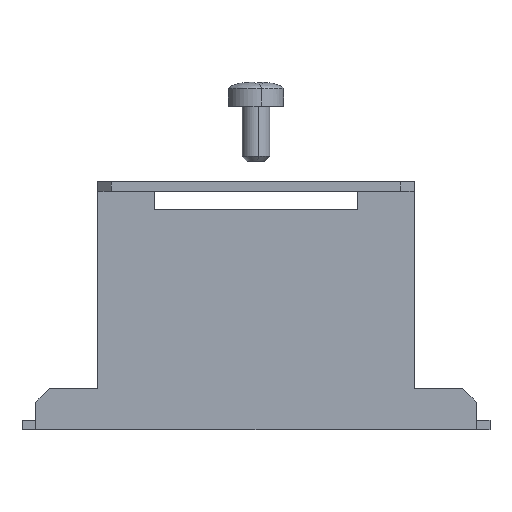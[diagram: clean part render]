
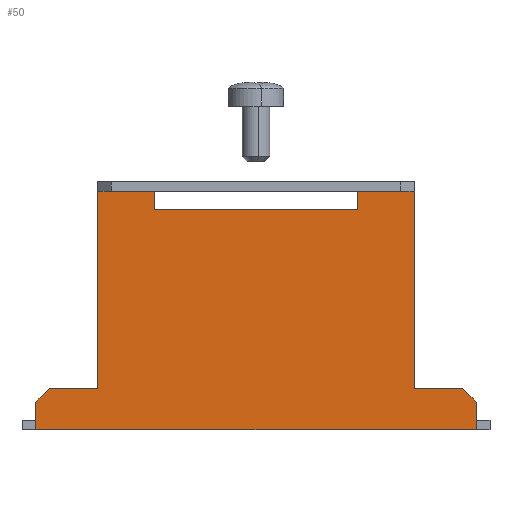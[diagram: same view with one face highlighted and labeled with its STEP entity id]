
A CAD part, top view. The second image highlights one B-rep face of the part: STEP entity #50.
In plain terms, the highlighted planar face has unit normal (0, 0, 1).
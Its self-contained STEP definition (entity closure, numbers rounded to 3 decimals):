
#50=ADVANCED_FACE('',(#145),#1554,.T.);
#145=FACE_OUTER_BOUND('',#241,.T.);
#241=EDGE_LOOP('',(#457,#458,#459,#460,#461,#462,#463,#464,#465,#466,#467,
#468,#469,#470));
#457=ORIENTED_EDGE('',*,*,#896,.T.);
#458=ORIENTED_EDGE('',*,*,#928,.T.);
#459=ORIENTED_EDGE('',*,*,#927,.T.);
#460=ORIENTED_EDGE('',*,*,#926,.T.);
#461=ORIENTED_EDGE('',*,*,#925,.T.);
#462=ORIENTED_EDGE('',*,*,#1081,.T.);
#463=ORIENTED_EDGE('',*,*,#904,.T.);
#464=ORIENTED_EDGE('',*,*,#924,.T.);
#465=ORIENTED_EDGE('',*,*,#905,.F.);
#466=ORIENTED_EDGE('',*,*,#1084,.T.);
#467=ORIENTED_EDGE('',*,*,#923,.T.);
#468=ORIENTED_EDGE('',*,*,#922,.T.);
#469=ORIENTED_EDGE('',*,*,#921,.T.);
#470=ORIENTED_EDGE('',*,*,#920,.T.);
#896=EDGE_CURVE('',#1400,#1399,#1164,.T.);
#904=EDGE_CURVE('',#1408,#1407,#1172,.T.);
#905=EDGE_CURVE('',#1409,#1414,#1173,.T.);
#920=EDGE_CURVE('',#1423,#1400,#1188,.T.);
#921=EDGE_CURVE('',#1424,#1423,#1189,.T.);
#922=EDGE_CURVE('',#1425,#1424,#1190,.T.);
#923=EDGE_CURVE('',#1426,#1425,#1191,.T.);
#924=EDGE_CURVE('',#1407,#1414,#1192,.T.);
#925=EDGE_CURVE('',#1428,#1427,#1193,.T.);
#926=EDGE_CURVE('',#1429,#1428,#1194,.T.);
#927=EDGE_CURVE('',#1430,#1429,#1195,.T.);
#928=EDGE_CURVE('',#1399,#1430,#1196,.T.);
#1081=EDGE_CURVE('',#1427,#1408,#1345,.T.);
#1084=EDGE_CURVE('',#1409,#1426,#1348,.T.);
#1164=B_SPLINE_CURVE_WITH_KNOTS('',1,(#2687,#2688),.UNSPECIFIED.,.F.,.F.,
(2,2),(32.687,62.187),.UNSPECIFIED.);
#1172=B_SPLINE_CURVE_WITH_KNOTS('',1,(#2704,#2705,#2706),.UNSPECIFIED.,
 .F.,.F.,(2,1,2),(0.,1.194,1.836),.UNSPECIFIED.);
#1173=B_SPLINE_CURVE_WITH_KNOTS('',1,(#2707,#2708,#2709),.UNSPECIFIED.,
 .F.,.F.,(2,1,2),(-11.548,-10.354,-9.711),
 .UNSPECIFIED.);
#1188=B_SPLINE_CURVE_WITH_KNOTS('',1,(#2743,#2744),.UNSPECIFIED.,.F.,.F.,
(2,2),(426.209,427.403),.UNSPECIFIED.);
#1189=B_SPLINE_CURVE_WITH_KNOTS('',1,(#2745,#2746),.UNSPECIFIED.,.F.,.F.,
(2,2),(417.959,426.209),.UNSPECIFIED.);
#1190=B_SPLINE_CURVE_WITH_KNOTS('',1,(#2747,#2748),.UNSPECIFIED.,.F.,.F.,
(2,2),(391.58,417.959),.UNSPECIFIED.);
#1191=B_SPLINE_CURVE_WITH_KNOTS('',1,(#2749,#2750),.UNSPECIFIED.,.F.,.F.,
(2,2),(384.58,391.58),.UNSPECIFIED.);
#1192=B_SPLINE_CURVE_WITH_KNOTS('',1,(#2751,#2752),.UNSPECIFIED.,.F.,.F.,
(2,2),(315.915,379.915),.UNSPECIFIED.);
#1193=B_SPLINE_CURVE_WITH_KNOTS('',1,(#2753,#2754),.UNSPECIFIED.,.F.,.F.,
(2,2),(304.25,311.25),.UNSPECIFIED.);
#1194=B_SPLINE_CURVE_WITH_KNOTS('',1,(#2755,#2756),.UNSPECIFIED.,.F.,.F.,
(2,2),(277.871,304.25),.UNSPECIFIED.);
#1195=B_SPLINE_CURVE_WITH_KNOTS('',1,(#2757,#2758),.UNSPECIFIED.,.F.,.F.,
(2,2),(269.621,277.871),.UNSPECIFIED.);
#1196=B_SPLINE_CURVE_WITH_KNOTS('',1,(#2759,#2760),.UNSPECIFIED.,.F.,.F.,
(2,2),(268.427,269.621),.UNSPECIFIED.);
#1345=B_SPLINE_CURVE_WITH_KNOTS('',1,(#3077,#3078),.UNSPECIFIED.,.F.,.F.,
(2,2),(0.,2.828),.UNSPECIFIED.);
#1348=B_SPLINE_CURVE_WITH_KNOTS('',1,(#3083,#3084),.UNSPECIFIED.,.F.,.F.,
(2,2),(0.,2.828),.UNSPECIFIED.);
#1399=VERTEX_POINT('',#2549);
#1400=VERTEX_POINT('',#2550);
#1407=VERTEX_POINT('',#2557);
#1408=VERTEX_POINT('',#2558);
#1409=VERTEX_POINT('',#2559);
#1414=VERTEX_POINT('',#2564);
#1423=VERTEX_POINT('',#2573);
#1424=VERTEX_POINT('',#2574);
#1425=VERTEX_POINT('',#2575);
#1426=VERTEX_POINT('',#2576);
#1427=VERTEX_POINT('',#2577);
#1428=VERTEX_POINT('',#2578);
#1429=VERTEX_POINT('',#2579);
#1430=VERTEX_POINT('',#2580);
#1554=PLANE('',#1737);
#1737=AXIS2_PLACEMENT_3D('',#2451,#1821,$);
#1821=DIRECTION('',(0.,0.,1.));
#2451=CARTESIAN_POINT('',(-32.64,-36.346,-11.6));
#2549=CARTESIAN_POINT('',(-14.75,-4.,-11.6));
#2550=CARTESIAN_POINT('',(14.75,-4.,-11.6));
#2557=CARTESIAN_POINT('',(-32.,-36.,-11.6));
#2558=CARTESIAN_POINT('',(-32.,-32.,-11.6));
#2559=CARTESIAN_POINT('',(32.,-32.,-11.6));
#2564=CARTESIAN_POINT('',(32.,-36.,-11.6));
#2573=CARTESIAN_POINT('',(14.75,-1.4,-11.6));
#2574=CARTESIAN_POINT('',(23.,-1.4,-11.6));
#2575=CARTESIAN_POINT('',(23.,-30.,-11.6));
#2576=CARTESIAN_POINT('',(30.,-30.,-11.6));
#2577=CARTESIAN_POINT('',(-30.,-30.,-11.6));
#2578=CARTESIAN_POINT('',(-23.,-30.,-11.6));
#2579=CARTESIAN_POINT('',(-23.,-1.4,-11.6));
#2580=CARTESIAN_POINT('',(-14.75,-1.4,-11.6));
#2687=CARTESIAN_POINT('',(14.75,-4.,-11.6));
#2688=CARTESIAN_POINT('',(-14.75,-4.,-11.6));
#2704=CARTESIAN_POINT('',(-32.,-32.,-11.6));
#2705=CARTESIAN_POINT('',(-32.,-34.6,-11.6));
#2706=CARTESIAN_POINT('',(-32.,-36.,-11.6));
#2707=CARTESIAN_POINT('',(32.,-32.,-11.6));
#2708=CARTESIAN_POINT('',(32.,-34.6,-11.6));
#2709=CARTESIAN_POINT('',(32.,-36.,-11.6));
#2743=CARTESIAN_POINT('',(14.75,-1.4,-11.6));
#2744=CARTESIAN_POINT('',(14.75,-4.,-11.6));
#2745=CARTESIAN_POINT('',(23.,-1.4,-11.6));
#2746=CARTESIAN_POINT('',(14.75,-1.4,-11.6));
#2747=CARTESIAN_POINT('',(23.,-30.,-11.6));
#2748=CARTESIAN_POINT('',(23.,-1.4,-11.6));
#2749=CARTESIAN_POINT('',(30.,-30.,-11.6));
#2750=CARTESIAN_POINT('',(23.,-30.,-11.6));
#2751=CARTESIAN_POINT('',(-32.,-36.,-11.6));
#2752=CARTESIAN_POINT('',(32.,-36.,-11.6));
#2753=CARTESIAN_POINT('',(-23.,-30.,-11.6));
#2754=CARTESIAN_POINT('',(-30.,-30.,-11.6));
#2755=CARTESIAN_POINT('',(-23.,-1.4,-11.6));
#2756=CARTESIAN_POINT('',(-23.,-30.,-11.6));
#2757=CARTESIAN_POINT('',(-14.75,-1.4,-11.6));
#2758=CARTESIAN_POINT('',(-23.,-1.4,-11.6));
#2759=CARTESIAN_POINT('',(-14.75,-4.,-11.6));
#2760=CARTESIAN_POINT('',(-14.75,-1.4,-11.6));
#3077=CARTESIAN_POINT('',(-30.,-30.,-11.6));
#3078=CARTESIAN_POINT('',(-32.,-32.,-11.6));
#3083=CARTESIAN_POINT('',(32.,-32.,-11.6));
#3084=CARTESIAN_POINT('',(30.,-30.,-11.6));
